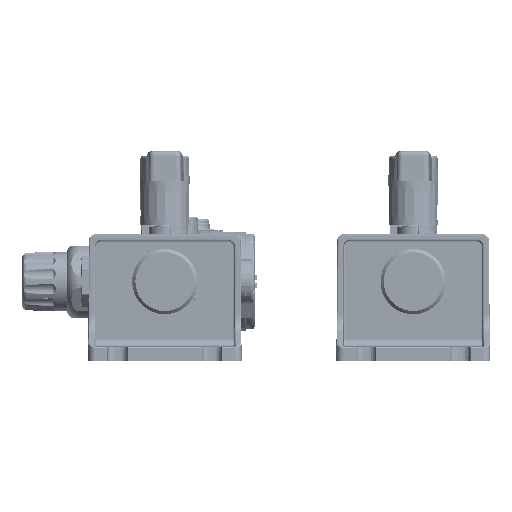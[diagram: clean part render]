
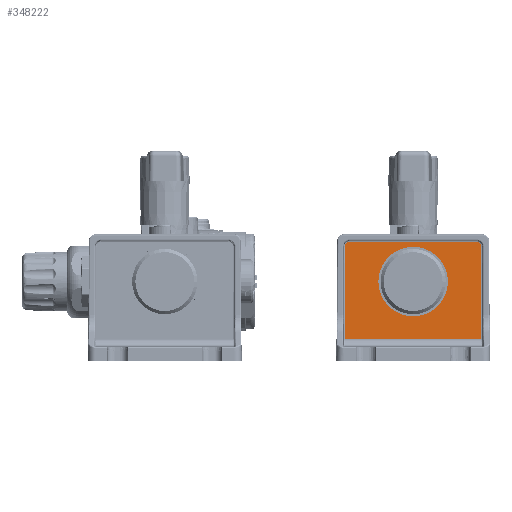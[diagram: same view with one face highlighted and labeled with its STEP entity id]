
A CAD part, front view. The second image highlights one B-rep face of the part: STEP entity #348222.
In plain terms, the highlighted planar face has unit normal (0, -1, 0).
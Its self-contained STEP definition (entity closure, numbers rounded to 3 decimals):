
#347442=CARTESIAN_POINT('Vertex',(127.524,0.,8.948)) ;
#347630=CARTESIAN_POINT('Vertex',(72.507,0.,8.948)) ;
#347941=CARTESIAN_POINT('Vertex',(127.524,0.,46.009)) ;
#347944=CARTESIAN_POINT('Line Origine',(127.524,0.,27.076)) ;
#347961=CARTESIAN_POINT('Line Origine',(100.015,0.,8.948)) ;
#347978=CARTESIAN_POINT('Axis2P3D Location',(100.015,0.,32.)) ;
#347982=CARTESIAN_POINT('Vertex',(100.015,0.,18.)) ;
#347984=CARTESIAN_POINT('Vertex',(100.015,0.,46.)) ;
#348004=CARTESIAN_POINT('Axis2P3D Location',(100.015,0.,32.)) ;
#348021=CARTESIAN_POINT('Line Origine',(72.507,0.,27.076)) ;
#348025=CARTESIAN_POINT('Vertex',(72.507,0.,46.009)) ;
#348154=CARTESIAN_POINT('Vertex',(125.524,0.,48.009)) ;
#348158=CARTESIAN_POINT('Control Point',(125.524,0.,48.009)) ;
#348159=CARTESIAN_POINT('Control Point',(125.612,0.,48.009)) ;
#348160=CARTESIAN_POINT('Control Point',(125.701,0.,48.004)) ;
#348161=CARTESIAN_POINT('Control Point',(125.789,0.,47.994)) ;
#348162=CARTESIAN_POINT('Control Point',(126.138,0.,47.936)) ;
#348163=CARTESIAN_POINT('Control Point',(126.471,0.,47.801)) ;
#348164=CARTESIAN_POINT('Control Point',(126.702,0.,47.658)) ;
#348165=CARTESIAN_POINT('Control Point',(127.107,0.,47.302)) ;
#348166=CARTESIAN_POINT('Control Point',(127.375,0.,46.835)) ;
#348167=CARTESIAN_POINT('Control Point',(127.469,0.,46.58)) ;
#348168=CARTESIAN_POINT('Control Point',(127.52,0.,46.307)) ;
#348169=CARTESIAN_POINT('Control Point',(127.524,0.,46.033)) ;
#348170=CARTESIAN_POINT('Control Point',(127.524,0.,46.025)) ;
#348171=CARTESIAN_POINT('Control Point',(127.524,0.,46.017)) ;
#348172=CARTESIAN_POINT('Control Point',(127.524,0.,46.009)) ;
#348181=CARTESIAN_POINT('Axis2P3D Location',(100.015,0.,0.)) ;
#348186=CARTESIAN_POINT('Line Origine',(100.015,0.,48.009)) ;
#348190=CARTESIAN_POINT('Vertex',(74.506,0.,48.009)) ;
#348194=CARTESIAN_POINT('Control Point',(72.507,0.,46.009)) ;
#348195=CARTESIAN_POINT('Control Point',(72.507,0.,46.097)) ;
#348196=CARTESIAN_POINT('Control Point',(72.511,0.,46.185)) ;
#348197=CARTESIAN_POINT('Control Point',(72.521,0.,46.273)) ;
#348198=CARTESIAN_POINT('Control Point',(72.58,0.,46.623)) ;
#348199=CARTESIAN_POINT('Control Point',(72.715,0.,46.956)) ;
#348200=CARTESIAN_POINT('Control Point',(72.857,0.,47.187)) ;
#348201=CARTESIAN_POINT('Control Point',(73.213,0.,47.592)) ;
#348202=CARTESIAN_POINT('Control Point',(73.681,0.,47.86)) ;
#348203=CARTESIAN_POINT('Control Point',(73.935,0.,47.953)) ;
#348204=CARTESIAN_POINT('Control Point',(74.208,0.,48.004)) ;
#348205=CARTESIAN_POINT('Control Point',(74.482,0.,48.009)) ;
#348206=CARTESIAN_POINT('Control Point',(74.49,0.,48.009)) ;
#348207=CARTESIAN_POINT('Control Point',(74.498,0.,48.009)) ;
#348208=CARTESIAN_POINT('Control Point',(74.506,0.,48.009)) ;
#347945=DIRECTION('Vector Direction',(0.,0.,1.)) ;
#347962=DIRECTION('Vector Direction',(1.,0.,0.)) ;
#347979=DIRECTION('Axis2P3D Direction',(0.,1.,0.)) ;
#348005=DIRECTION('Axis2P3D Direction',(0.,1.,0.)) ;
#348022=DIRECTION('Vector Direction',(0.,0.,1.)) ;
#348182=DIRECTION('Axis2P3D Direction',(0.,1.,0.)) ;
#348183=DIRECTION('Axis2P3D XDirection',(0.,0.,1.)) ;
#348187=DIRECTION('Vector Direction',(-1.,0.,0.)) ;
#347980=AXIS2_PLACEMENT_3D('Circle Axis2P3D',#347978,#347979,$) ;
#348006=AXIS2_PLACEMENT_3D('Circle Axis2P3D',#348004,#348005,$) ;
#348184=AXIS2_PLACEMENT_3D('Plane Axis2P3D',#348181,#348182,#348183) ;
#348211=ORIENTED_EDGE('',*,*,#347965,.F.) ;
#348212=ORIENTED_EDGE('',*,*,#347948,.T.) ;
#348213=ORIENTED_EDGE('',*,*,#348173,.T.) ;
#348214=ORIENTED_EDGE('',*,*,#348192,.T.) ;
#348215=ORIENTED_EDGE('',*,*,#348209,.T.) ;
#348216=ORIENTED_EDGE('',*,*,#348027,.T.) ;
#348219=ORIENTED_EDGE('',*,*,#348008,.T.) ;
#348220=ORIENTED_EDGE('',*,*,#347986,.T.) ;
#348221=FACE_BOUND('',#348218,.T.) ;
#347946=VECTOR('Line Direction',#347945,1.) ;
#347963=VECTOR('Line Direction',#347962,1.) ;
#348023=VECTOR('Line Direction',#348022,1.) ;
#348188=VECTOR('Line Direction',#348187,1.) ;
#348222=ADVANCED_FACE('H0003892.1\\76139.1\\PartBody',(#348217,#348221),#348185,.F.) ;
#348157=B_SPLINE_CURVE_WITH_KNOTS('',5,(#348158,#348159,#348160,#348161,#348162,#348163,#348164,#348165,#348166,#348167,#348168,#348169,#348170,#348171,#348172),.UNSPECIFIED.,.F.,.U.,(6,3,3,3,6),(7.545,8.252,10.38,12.509,12.574),.UNSPECIFIED.) ;
#348193=B_SPLINE_CURVE_WITH_KNOTS('',5,(#348194,#348195,#348196,#348197,#348198,#348199,#348200,#348201,#348202,#348203,#348204,#348205,#348206,#348207,#348208),.UNSPECIFIED.,.F.,.U.,(6,3,3,3,6),(7.545,8.252,10.38,12.509,12.574),.UNSPECIFIED.) ;
#347981=CIRCLE('generated circle',#347980,14.) ;
#348007=CIRCLE('generated circle',#348006,14.) ;
#347948=EDGE_CURVE('',#347443,#347942,#347947,.T.) ;
#347965=EDGE_CURVE('',#347443,#347631,#347964,.F.) ;
#347986=EDGE_CURVE('',#347983,#347985,#347981,.T.) ;
#348008=EDGE_CURVE('',#347985,#347983,#348007,.T.) ;
#348027=EDGE_CURVE('',#348026,#347631,#348024,.F.) ;
#348173=EDGE_CURVE('',#347942,#348155,#348157,.F.) ;
#348192=EDGE_CURVE('',#348155,#348191,#348189,.T.) ;
#348209=EDGE_CURVE('',#348191,#348026,#348193,.F.) ;
#348210=EDGE_LOOP('',(#348211,#348212,#348213,#348214,#348215,#348216)) ;
#348218=EDGE_LOOP('',(#348219,#348220)) ;
#348217=FACE_OUTER_BOUND('',#348210,.T.) ;
#347947=LINE('Line',#347944,#347946) ;
#347964=LINE('Line',#347961,#347963) ;
#348024=LINE('Line',#348021,#348023) ;
#348189=LINE('Line',#348186,#348188) ;
#348185=PLANE('',#348184) ;
#347443=VERTEX_POINT('',#347442) ;
#347631=VERTEX_POINT('',#347630) ;
#347942=VERTEX_POINT('',#347941) ;
#347983=VERTEX_POINT('',#347982) ;
#347985=VERTEX_POINT('',#347984) ;
#348026=VERTEX_POINT('',#348025) ;
#348155=VERTEX_POINT('',#348154) ;
#348191=VERTEX_POINT('',#348190) ;
